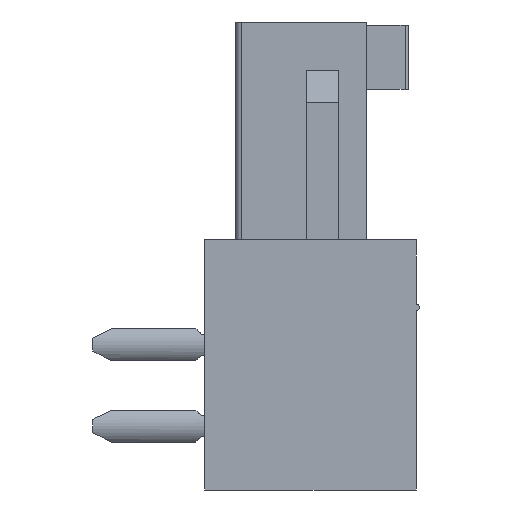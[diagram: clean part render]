
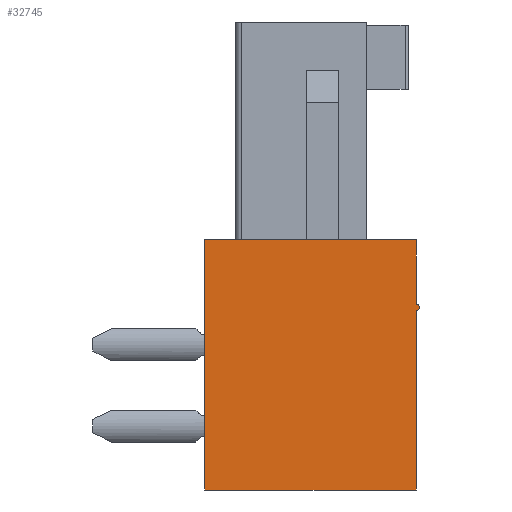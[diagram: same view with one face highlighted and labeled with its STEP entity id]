
A CAD part, front view. The second image highlights one B-rep face of the part: STEP entity #32745.
In plain terms, the highlighted planar face has unit normal (0, -1, 0).
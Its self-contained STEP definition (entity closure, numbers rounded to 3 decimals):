
#7628=DIRECTION('',(-1.,0.,0.));
#7629=VECTOR('',#7628,6.6);
#7630=CARTESIAN_POINT('',(6.6,-68.98,-6.8));
#7631=LINE('',#7630,#7629);
#7739=DIRECTION('',(0.,0.,-1.));
#7740=VECTOR('',#7739,2.);
#7741=CARTESIAN_POINT('',(6.6,-68.98,-6.8));
#7742=LINE('',#7741,#7740);
#7743=CARTESIAN_POINT('',(6.6,-68.98,-8.9));
#7744=DIRECTION('',(0.,1.,0.));
#7745=DIRECTION('',(0.,0.,1.));
#7746=AXIS2_PLACEMENT_3D('',#7743,#7744,#7745);
#7748=DIRECTION('',(0.,0.,-1.));
#7749=VECTOR('',#7748,5.6);
#7750=CARTESIAN_POINT('',(6.6,-68.98,-9.));
#7751=LINE('',#7750,#7749);
#7752=DIRECTION('',(-1.,0.,0.));
#7753=VECTOR('',#7752,6.6);
#7754=CARTESIAN_POINT('',(6.6,-68.98,-14.6));
#7755=LINE('',#7754,#7753);
#7756=DIRECTION('',(0.,0.,1.));
#7757=VECTOR('',#7756,7.8);
#7758=CARTESIAN_POINT('',(0.,-68.98,-14.6));
#7759=LINE('',#7758,#7757);
#21024=CARTESIAN_POINT('',(6.6,-68.98,-6.8));
#21025=CARTESIAN_POINT('',(6.6,-68.98,-8.8));
#21026=VERTEX_POINT('',#21024);
#21027=VERTEX_POINT('',#21025);
#21028=CARTESIAN_POINT('',(6.6,-68.98,-9.));
#21029=VERTEX_POINT('',#21028);
#21030=CARTESIAN_POINT('',(6.6,-68.98,-14.6));
#21031=VERTEX_POINT('',#21030);
#21032=CARTESIAN_POINT('',(0.,-68.98,-14.6));
#21033=VERTEX_POINT('',#21032);
#21034=CARTESIAN_POINT('',(0.,-68.98,-6.8));
#21035=VERTEX_POINT('',#21034);
#32731=CARTESIAN_POINT('',(0.,-68.98,0.));
#32732=DIRECTION('',(0.,1.,0.));
#32733=DIRECTION('',(1.,0.,0.));
#32734=AXIS2_PLACEMENT_3D('',#32731,#32732,#32733);
#32735=PLANE('',#32734);
#32736=ORIENTED_EDGE('',*,*,#32529,.F.);
#32737=ORIENTED_EDGE('',*,*,#23063,.T.);
#32739=ORIENTED_EDGE('',*,*,#32738,.T.);
#32740=ORIENTED_EDGE('',*,*,#23468,.T.);
#32741=ORIENTED_EDGE('',*,*,#25712,.T.);
#32742=ORIENTED_EDGE('',*,*,#26026,.T.);
#32743=EDGE_LOOP('',(#32736,#32737,#32739,#32740,#32741,#32742));
#32744=FACE_OUTER_BOUND('',#32743,.F.);
#32745=ADVANCED_FACE('',(#32744),#32735,.F.);
#7747=CIRCLE('',#7746,0.1);
#23063=EDGE_CURVE('',#21026,#21027,#7742,.T.);
#23468=EDGE_CURVE('',#21029,#21031,#7751,.T.);
#25712=EDGE_CURVE('',#21031,#21033,#7755,.T.);
#26026=EDGE_CURVE('',#21033,#21035,#7759,.T.);
#32529=EDGE_CURVE('',#21026,#21035,#7631,.T.);
#32738=EDGE_CURVE('',#21027,#21029,#7747,.T.);
